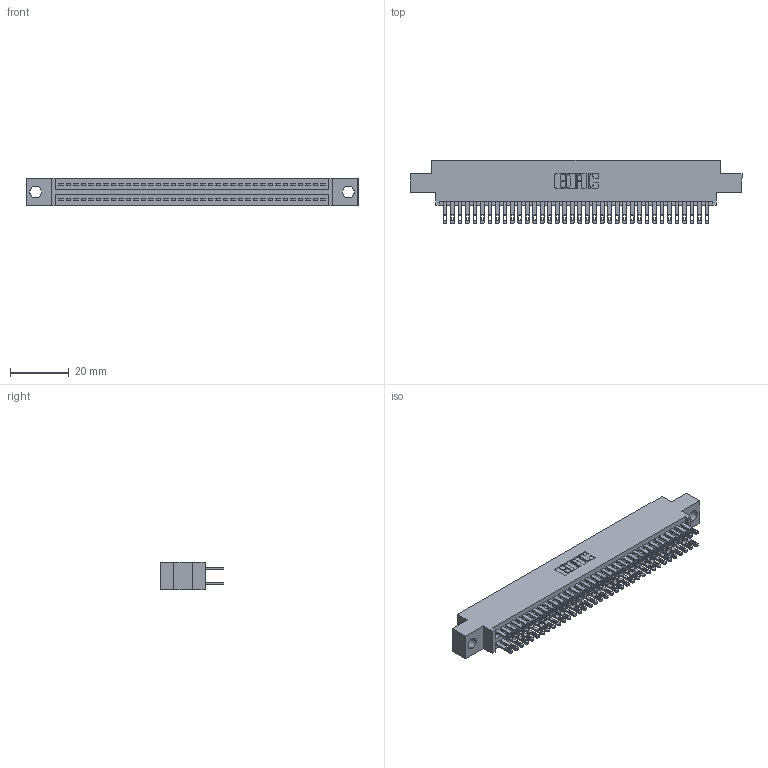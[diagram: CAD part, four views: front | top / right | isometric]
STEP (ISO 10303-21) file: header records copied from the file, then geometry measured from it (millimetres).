
FILE_DESCRIPTION (( 'STEP AP203' ), '1' );
FILE_NAME ('345-072-500-804.STEP', '2021-05-20T08:40:50', ( '' ), ( '' ), 'SwSTEP 2.0', 'SolidWorks 2020', '' );
FILE_SCHEMA (( 'CONFIG_CONTROL_DESIGN' ));
Length unit declared in the file: inch
Products named in the file (3): 345-292-001_345-293-100; 345-072-500-804; 345 Part_0.170 Offset - 0.156 Dia-TI
Assembly tree (73 placements, depth 2):
  345-072-500-804
    345 Part_0.170 Offset - 0.156 Dia-TI
    345-292-001_345-293-100  x72
Bounding box: 112.65 x 21.51 x 9.4 mm (x, y, z)
Volume: 10887.8 mm3; surface area: 16707.3 mm2
Topology: 73 solids, 73 shells, 3456 faces, 10541 edges, 7026 vertices
Faces by surface type: plane 2042, cylinder 1414
Entity records: 29535 total; most frequent: CARTESIAN_POINT 4962, ORIENTED_EDGE 4894, DIRECTION 4383, EDGE_CURVE 2447, LINE 2167, VECTOR 2167, VERTEX_POINT 1630, AXIS2_PLACEMENT_3D 1108
